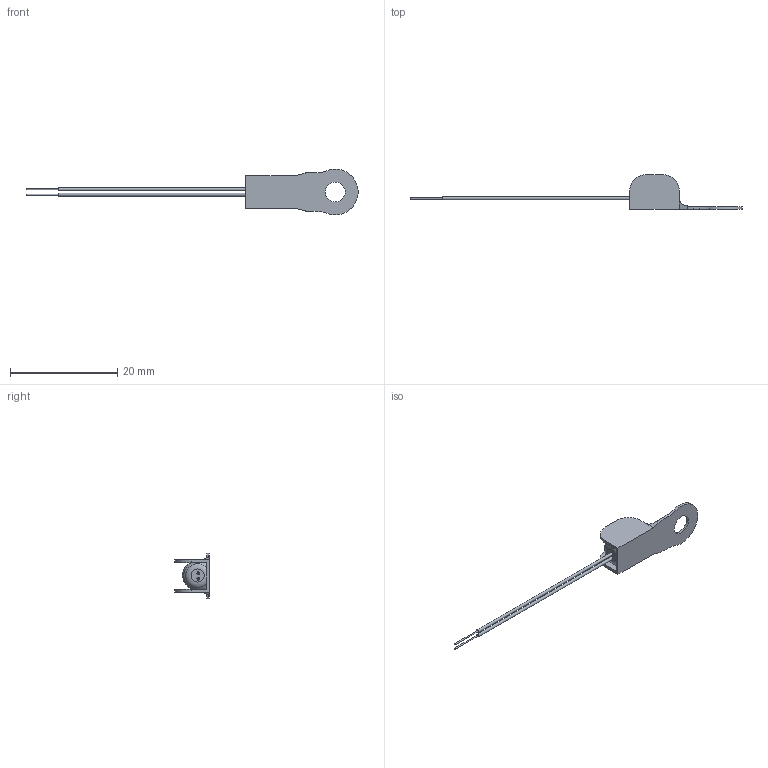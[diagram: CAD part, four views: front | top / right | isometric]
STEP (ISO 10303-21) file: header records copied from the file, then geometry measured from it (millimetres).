
FILE_DESCRIPTION(/* description */ ('Unknown'),/* implementation_level */ '2;1');
FILE_NAME(/* name */ 'B57703M0103A019',/* time_stamp */ '2023-01-24T14:48:26+02:00',/* author */ ('Unknown'),/* organization */ ('Unknown'),/* preprocessor_version */ 'ST-DEVELOPER v18.1',/* originating_system */ 'Solid Edge',/* authorisation */ 'Unknown');
FILE_SCHEMA (('AUTOMOTIVE_DESIGN {1 0 10303 214 3 1 1}'));
Length unit declared in the file: millimetre
Products named in the file (1): B57703M0103A019
Bounding box: 61.78 x 6.5 x 8.47 mm (x, y, z)
Volume: 294.3 mm3; surface area: 646.9 mm2
Topology: 3 solids, 3 shells, 51 faces, 129 edges, 86 vertices
Faces by surface type: plane 26, cylinder 17, torus 4, cone 2, bspline 2
Full cylindrical faces by diameter (mm): 0.25 x2, 0.56 x2, 3.7 x1
Entity records: 1925 total; most frequent: CARTESIAN_POINT 353, ORIENTED_EDGE 240, DIRECTION 240, EDGE_CURVE 120, AXIS2_PLACEMENT_3D 89, VERTEX_POINT 84, LINE 62, VECTOR 62
